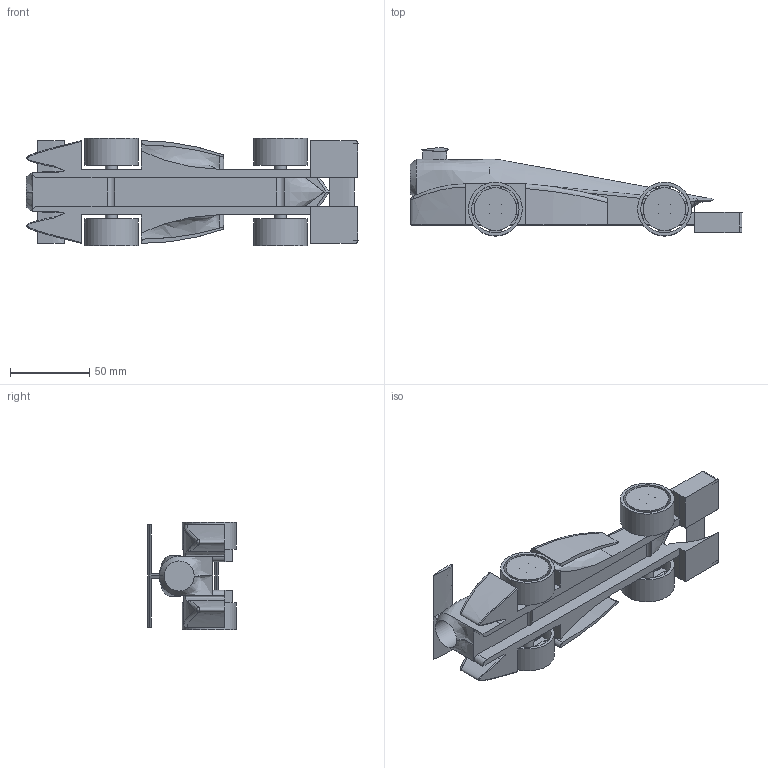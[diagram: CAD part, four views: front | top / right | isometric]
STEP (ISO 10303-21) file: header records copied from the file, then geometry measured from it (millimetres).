
FILE_DESCRIPTION(/* description */ (''),/* implementation_level */ '2;1');
FILE_NAME(/* name */ 'p9 v9.step',/* time_stamp */ '2023-12-13T18:53:28+04:00',/* author */ (''),/* organization */ (''),/* preprocessor_version */ 'ST-DEVELOPER v20',/* originating_system */ 'Autodesk Translation Framework v12.14.0.127',/* authorisation */ '');
FILE_SCHEMA (('AUTOMOTIVE_DESIGN { 1 0 10303 214 3 1 1 }'));
Length unit declared in the file: millimetre
Products named in the file (2): p9; Wheel [P1]
Assembly tree (4 placements, depth 2):
  p9
    Wheel [P1]  x4
Bounding box: 210 x 55.73 x 68 mm (x, y, z)
Volume: 174718.2 mm3; surface area: 72222.2 mm2
Topology: 5 solids, 5 shells, 411 faces, 1147 edges, 717 vertices
Faces by surface type: plane 173, cylinder 133, torus 64, bspline 41
Full cylindrical faces by diameter (mm): 2.85 x4, 6 x2, 7.5 x4, 19 x1, 30 x4, 34 x4
Entity records: 33333 total; most frequent: CARTESIAN_POINT 28676, ORIENTED_EDGE 1072, DIRECTION 803, EDGE_CURVE 536, VERTEX_POINT 339, AXIS2_PLACEMENT_3D 284, LINE 235, VECTOR 235
